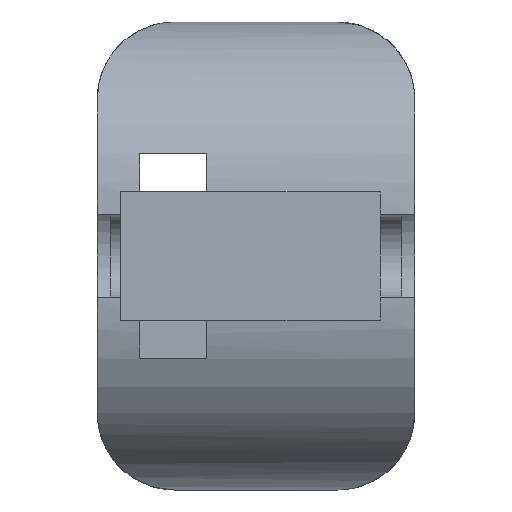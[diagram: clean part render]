
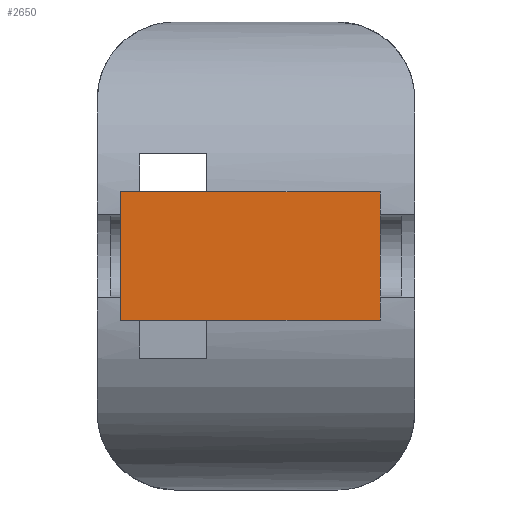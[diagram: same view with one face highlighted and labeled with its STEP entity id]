
A CAD part, left-side view. The second image highlights one B-rep face of the part: STEP entity #2650.
In plain terms, the highlighted planar face has unit normal (-1, 0, 0).
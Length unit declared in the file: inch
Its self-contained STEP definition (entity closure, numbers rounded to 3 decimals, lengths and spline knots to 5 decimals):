
#71 = DIRECTION ( 'NONE',  ( 0., -1., 0. ) ) ;
#198 = VECTOR ( 'NONE', #733, 39.37008 ) ;
#209 = LINE ( 'NONE', #3795, #4076 ) ;
#253 = VECTOR ( 'NONE', #288, 39.37008 ) ;
#285 = VERTEX_POINT ( 'NONE', #2737 ) ;
#288 = DIRECTION ( 'NONE',  ( 0., 0., -1. ) ) ;
#321 = CARTESIAN_POINT ( 'NONE',  ( -4.13386, 0., 0. ) ) ;
#355 = CARTESIAN_POINT ( 'NONE',  ( -4.13386, 0., 0.7874 ) ) ;
#606 = DIRECTION ( 'NONE',  ( 0., 1., 0. ) ) ;
#611 = EDGE_CURVE ( 'NONE', #285, #1798, #209, .T. ) ;
#733 = DIRECTION ( 'NONE',  ( 0., 0., 1. ) ) ;
#831 = AXIS2_PLACEMENT_3D ( 'NONE', #4309, #4681, #2432 ) ;
#1347 = ORIENTED_EDGE ( 'NONE', *, *, #1526, .T. ) ;
#1369 = LINE ( 'NONE', #3254, #253 ) ;
#1426 = FACE_OUTER_BOUND ( 'NONE', #3384, .T. ) ;
#1429 = CARTESIAN_POINT ( 'NONE',  ( -4.13386, 1.59449, 0.7874 ) ) ;
#1526 = EDGE_CURVE ( 'NONE', #1798, #3943, #2297, .T. ) ;
#1618 = VERTEX_POINT ( 'NONE', #3370 ) ;
#1698 = PLANE ( 'NONE',  #831 ) ;
#1758 = EDGE_CURVE ( 'NONE', #3576, #285, #1369, .T. ) ;
#1798 = VERTEX_POINT ( 'NONE', #321 ) ;
#1993 = LINE ( 'NONE', #1429, #3961 ) ;
#2162 = EDGE_CURVE ( 'NONE', #3943, #2891, #2348, .T. ) ;
#2204 = EDGE_CURVE ( 'NONE', #1618, #2891, #4332, .T. ) ;
#2297 = LINE ( 'NONE', #355, #198 ) ;
#2348 = LINE ( 'NONE', #2815, #4229 ) ;
#2420 = ORIENTED_EDGE ( 'NONE', *, *, #2204, .F. ) ;
#2432 = DIRECTION ( 'NONE',  ( 0., 0., -1. ) ) ;
#2650 = ADVANCED_FACE ( 'NONE', ( #1426 ), #1698, .F. ) ;
#2737 = CARTESIAN_POINT ( 'NONE',  ( -4.13386, 1.59449, 0. ) ) ;
#2815 = CARTESIAN_POINT ( 'NONE',  ( -4.13386, 1.59449, 0.7874 ) ) ;
#2891 = VERTEX_POINT ( 'NONE', #3277 ) ;
#3107 = VECTOR ( 'NONE', #4682, 39.37008 ) ;
#3198 = CARTESIAN_POINT ( 'NONE',  ( -4.13386, 1.59449, 0.7874 ) ) ;
#3254 = CARTESIAN_POINT ( 'NONE',  ( -4.13386, 1.59449, 0. ) ) ;
#3268 = CARTESIAN_POINT ( 'NONE',  ( -4.13386, 0., 0.7874 ) ) ;
#3277 = CARTESIAN_POINT ( 'NONE',  ( -4.13386, 1.06299, 0.7874 ) ) ;
#3370 = CARTESIAN_POINT ( 'NONE',  ( -4.13386, 1.47638, 0.7874 ) ) ;
#3384 = EDGE_LOOP ( 'NONE', ( #1347, #4343, #2420, #4059, #3482, #4555 ) ) ;
#3482 = ORIENTED_EDGE ( 'NONE', *, *, #1758, .T. ) ;
#3576 = VERTEX_POINT ( 'NONE', #3594 ) ;
#3594 = CARTESIAN_POINT ( 'NONE',  ( -4.13386, 1.59449, 0.7874 ) ) ;
#3795 = CARTESIAN_POINT ( 'NONE',  ( -4.13386, 0., 0. ) ) ;
#3943 = VERTEX_POINT ( 'NONE', #3268 ) ;
#3961 = VECTOR ( 'NONE', #4034, 39.37008 ) ;
#4034 = DIRECTION ( 'NONE',  ( 0., 1., 0. ) ) ;
#4059 = ORIENTED_EDGE ( 'NONE', *, *, #4403, .T. ) ;
#4076 = VECTOR ( 'NONE', #71, 39.37008 ) ;
#4229 = VECTOR ( 'NONE', #606, 39.37008 ) ;
#4309 = CARTESIAN_POINT ( 'NONE',  ( -4.13386, 0., 0. ) ) ;
#4332 = LINE ( 'NONE', #3198, #3107 ) ;
#4343 = ORIENTED_EDGE ( 'NONE', *, *, #2162, .T. ) ;
#4403 = EDGE_CURVE ( 'NONE', #1618, #3576, #1993, .T. ) ;
#4555 = ORIENTED_EDGE ( 'NONE', *, *, #611, .T. ) ;
#4681 = DIRECTION ( 'NONE',  ( 1., 0., 0. ) ) ;
#4682 = DIRECTION ( 'NONE',  ( 0., -1., 0. ) ) ;
